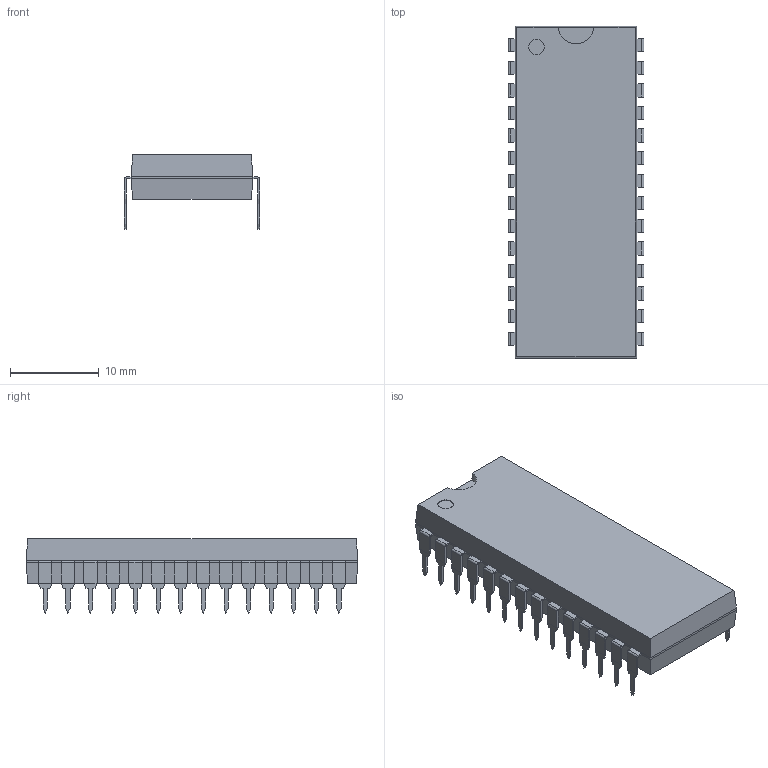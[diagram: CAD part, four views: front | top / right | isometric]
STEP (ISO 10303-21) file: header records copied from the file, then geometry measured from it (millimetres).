
FILE_DESCRIPTION(('FreeCAD Model'),'2;1');
FILE_NAME('dip28_6.stp', '2015-12-07T18:07:46',('Author'),(''), 'Open CASCADE STEP processor 6.7','FreeCAD','Unknown');
FILE_SCHEMA(('AUTOMOTIVE_DESIGN_CC2 { 1 2 10303 214 -1 1 5 4 }'));
Length unit declared in the file: millimetre
Products named in the file (4): ASSEMBLY; Pocket001; Array_(Mirror_#1); Array
Assembly tree (3 placements, depth 2):
  ASSEMBLY
    Pocket001
    Array_(Mirror_#1)
    Array
Bounding box: 15.24 x 37.34 x 8.38 mm (x, y, z)
Volume: 2542.8 mm3; surface area: 1935.4 mm2
Topology: 29 solids, 29 shells, 550 faces, 1353 edges, 862 vertices
Faces by surface type: plane 492, cylinder 58
Full cylindrical faces by diameter (mm): 1.741 x1
Entity records: 34000 total; most frequent: CARTESIAN_POINT 5841, DIRECTION 5223, LINE 3819, VECTOR 3819, ORIENTED_EDGE 2706, PCURVE 2706, DEFINITIONAL_REPRESENTATION 2706, EDGE_CURVE 1353
